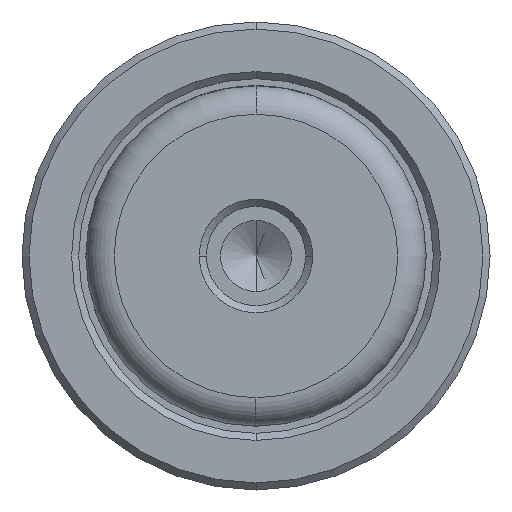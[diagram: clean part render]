
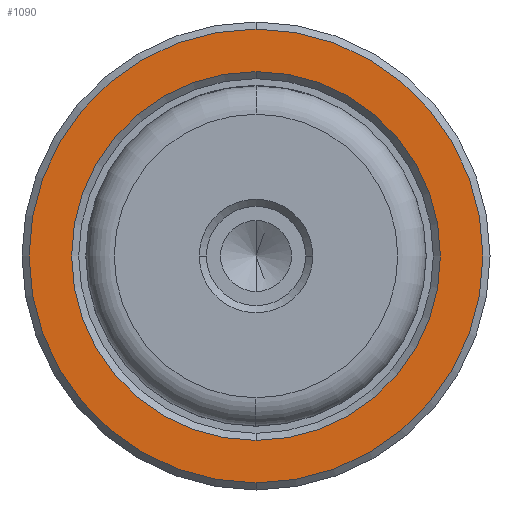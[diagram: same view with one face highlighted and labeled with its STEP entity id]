
A CAD part, left-side view. The second image highlights one B-rep face of the part: STEP entity #1090.
In plain terms, the highlighted planar face has unit normal (-1, 0, 0).
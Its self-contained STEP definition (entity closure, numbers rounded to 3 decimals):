
#36 = CARTESIAN_POINT ( 'NONE',  ( 24., 0., 0. ) ) ;
#174 = DIRECTION ( 'NONE',  ( 0., 0., -1. ) ) ;
#218 = DIRECTION ( 'NONE',  ( 0., 0., 1. ) ) ;
#232 = AXIS2_PLACEMENT_3D ( 'NONE', #1621, #530, #1802 ) ;
#234 = AXIS2_PLACEMENT_3D ( 'NONE', #36, #1300, #218 ) ;
#246 = EDGE_LOOP ( 'NONE', ( #1595, #359 ) ) ;
#284 = CIRCLE ( 'NONE', #995, 13. ) ;
#359 = ORIENTED_EDGE ( 'NONE', *, *, #1135, .T. ) ;
#390 = VERTEX_POINT ( 'NONE', #1104 ) ;
#487 = VERTEX_POINT ( 'NONE', #716 ) ;
#490 = CARTESIAN_POINT ( 'NONE',  ( 24., 0., 0. ) ) ;
#530 = DIRECTION ( 'NONE',  ( -1., 0., 0. ) ) ;
#662 = DIRECTION ( 'NONE',  ( 0., 0., -1. ) ) ;
#716 = CARTESIAN_POINT ( 'NONE',  ( 24., 0., 13. ) ) ;
#832 = AXIS2_PLACEMENT_3D ( 'NONE', #490, #1767, #662 ) ;
#834 = DIRECTION ( 'NONE',  ( -1., 0., 0. ) ) ;
#945 = EDGE_CURVE ( 'NONE', #1633, #487, #1178, .T. ) ;
#953 = AXIS2_PLACEMENT_3D ( 'NONE', #1943, #834, #2128 ) ;
#995 = AXIS2_PLACEMENT_3D ( 'NONE', #2361, #1251, #174 ) ;
#1055 = EDGE_LOOP ( 'NONE', ( #2261, #1259 ) ) ;
#1087 = CARTESIAN_POINT ( 'NONE',  ( 24., 0., -16. ) ) ;
#1090 = ADVANCED_FACE ( 'NONE', ( #1695, #1986 ), #2170, .T. ) ;
#1104 = CARTESIAN_POINT ( 'NONE',  ( 24., 0., 16. ) ) ;
#1116 = VERTEX_POINT ( 'NONE', #1087 ) ;
#1135 = EDGE_CURVE ( 'NONE', #390, #1116, #2076, .T. ) ;
#1178 = CIRCLE ( 'NONE', #832, 13. ) ;
#1251 = DIRECTION ( 'NONE',  ( 1., 0., 0. ) ) ;
#1259 = ORIENTED_EDGE ( 'NONE', *, *, #945, .T. ) ;
#1283 = CIRCLE ( 'NONE', #234, 16. ) ;
#1300 = DIRECTION ( 'NONE',  ( -1., 0., 0. ) ) ;
#1595 = ORIENTED_EDGE ( 'NONE', *, *, #2042, .T. ) ;
#1621 = CARTESIAN_POINT ( 'NONE',  ( 24., -12., 0. ) ) ;
#1633 = VERTEX_POINT ( 'NONE', #1912 ) ;
#1695 = FACE_OUTER_BOUND ( 'NONE', #246, .T. ) ;
#1767 = DIRECTION ( 'NONE',  ( 1., 0., 0. ) ) ;
#1802 = DIRECTION ( 'NONE',  ( 0., 0., 1. ) ) ;
#1912 = CARTESIAN_POINT ( 'NONE',  ( 24., 0., -13. ) ) ;
#1922 = EDGE_CURVE ( 'NONE', #487, #1633, #284, .T. ) ;
#1943 = CARTESIAN_POINT ( 'NONE',  ( 24., 0., 0. ) ) ;
#1986 = FACE_BOUND ( 'NONE', #1055, .T. ) ;
#2042 = EDGE_CURVE ( 'NONE', #1116, #390, #1283, .T. ) ;
#2076 = CIRCLE ( 'NONE', #953, 16. ) ;
#2128 = DIRECTION ( 'NONE',  ( 0., 0., 1. ) ) ;
#2170 = PLANE ( 'NONE',  #232 ) ;
#2261 = ORIENTED_EDGE ( 'NONE', *, *, #1922, .T. ) ;
#2361 = CARTESIAN_POINT ( 'NONE',  ( 24., 0., 0. ) ) ;
